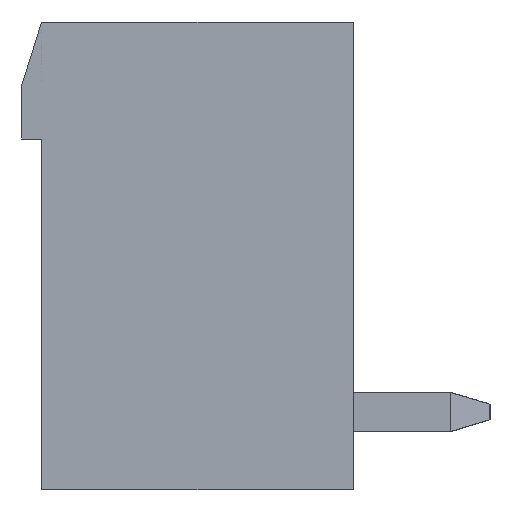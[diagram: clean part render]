
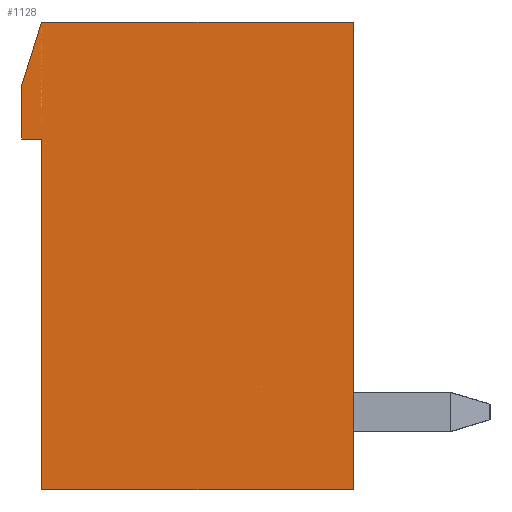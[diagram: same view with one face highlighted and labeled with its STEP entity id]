
A CAD part, left-side view. The second image highlights one B-rep face of the part: STEP entity #1128.
In plain terms, the highlighted planar face has unit normal (-1, 0, 0).
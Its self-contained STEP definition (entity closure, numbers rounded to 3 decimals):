
#1128 = ADVANCED_FACE( '', ( #2507 ), #2508, .T. );
#2507 = FACE_OUTER_BOUND( '', #4340, .T. );
#2508 = PLANE( '', #4341 );
#4340 = EDGE_LOOP( '', ( #7737, #7738, #7739, #7740, #7741, #7742, #7743 ) );
#4341 = AXIS2_PLACEMENT_3D( '', #7744, #7745, #7746 );
#7737 = ORIENTED_EDGE( '', *, *, #11817, .F. );
#7738 = ORIENTED_EDGE( '', *, *, #11660, .T. );
#7739 = ORIENTED_EDGE( '', *, *, #11290, .F. );
#7740 = ORIENTED_EDGE( '', *, *, #11818, .F. );
#7741 = ORIENTED_EDGE( '', *, *, #11819, .T. );
#7742 = ORIENTED_EDGE( '', *, *, #11334, .T. );
#7743 = ORIENTED_EDGE( '', *, *, #11820, .T. );
#7744 = CARTESIAN_POINT( '', ( -31., 0., 0. ) );
#7745 = DIRECTION( '', ( -1., 0., 0. ) );
#7746 = DIRECTION( '', ( 0., 0., 1. ) );
#11290 = EDGE_CURVE( '', #13780, #13781, #13782, .T. );
#11334 = EDGE_CURVE( '', #13859, #13857, #13860, .T. );
#11660 = EDGE_CURVE( '', #14338, #13781, #14362, .T. );
#11817 = EDGE_CURVE( '', #14338, #14590, #14591, .T. );
#11818 = EDGE_CURVE( '', #14592, #13780, #14593, .T. );
#11819 = EDGE_CURVE( '', #14592, #13859, #14594, .T. );
#11820 = EDGE_CURVE( '', #13857, #14590, #14595, .T. );
#13780 = VERTEX_POINT( '', #17193 );
#13781 = VERTEX_POINT( '', #17194 );
#13782 = LINE( '', #17195, #17196 );
#13857 = VERTEX_POINT( '', #17312 );
#13859 = VERTEX_POINT( '', #17315 );
#13860 = LINE( '', #17316, #17317 );
#14338 = VERTEX_POINT( '', #17987 );
#14362 = LINE( '', #18027, #18028 );
#14590 = VERTEX_POINT( '', #18341 );
#14591 = LINE( '', #18342, #18343 );
#14592 = VERTEX_POINT( '', #18344 );
#14593 = LINE( '', #18345, #18346 );
#14594 = LINE( '', #18347, #18348 );
#14595 = LINE( '', #18349, #18350 );
#17193 = CARTESIAN_POINT( '', ( -31., 3.75, 3. ) );
#17194 = CARTESIAN_POINT( '', ( -31., 4.25, 3. ) );
#17195 = CARTESIAN_POINT( '', ( -31., 0., 3. ) );
#17196 = VECTOR( '', #20457, 1000. );
#17312 = CARTESIAN_POINT( '', ( -31., -4.25, 6. ) );
#17315 = CARTESIAN_POINT( '', ( -31., -4.25, -6. ) );
#17316 = CARTESIAN_POINT( '', ( -31., -4.25, -6. ) );
#17317 = VECTOR( '', #20500, 1000. );
#17987 = CARTESIAN_POINT( '', ( -31., 4.25, 4.4 ) );
#18027 = CARTESIAN_POINT( '', ( -31., 4.25, 6. ) );
#18028 = VECTOR( '', #20859, 1000. );
#18341 = CARTESIAN_POINT( '', ( -31., 3.75, 6. ) );
#18342 = CARTESIAN_POINT( '', ( -31., 5.125, 1.601 ) );
#18343 = VECTOR( '', #21044, 1000. );
#18344 = CARTESIAN_POINT( '', ( -31., 3.75, -6. ) );
#18345 = CARTESIAN_POINT( '', ( -31., 3.75, 0. ) );
#18346 = VECTOR( '', #21045, 1000. );
#18347 = CARTESIAN_POINT( '', ( -31., 4.25, -6. ) );
#18348 = VECTOR( '', #21046, 1000. );
#18349 = CARTESIAN_POINT( '', ( -31., -4.25, 6. ) );
#18350 = VECTOR( '', #21047, 1000. );
#20457 = DIRECTION( '', ( 0., 1., 0. ) );
#20500 = DIRECTION( '', ( 0., 0., 1. ) );
#20859 = DIRECTION( '', ( 0., 0., -1. ) );
#21044 = DIRECTION( '', ( 0., -0.298, 0.954 ) );
#21045 = DIRECTION( '', ( 0., 0., 1. ) );
#21046 = DIRECTION( '', ( 0., -1., 0. ) );
#21047 = DIRECTION( '', ( 0., 1., 0. ) );
